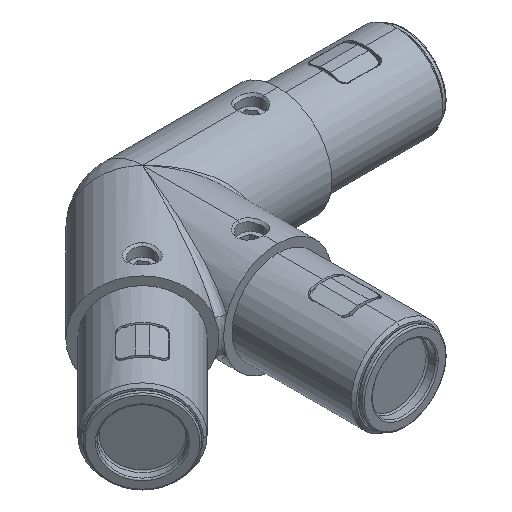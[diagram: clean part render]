
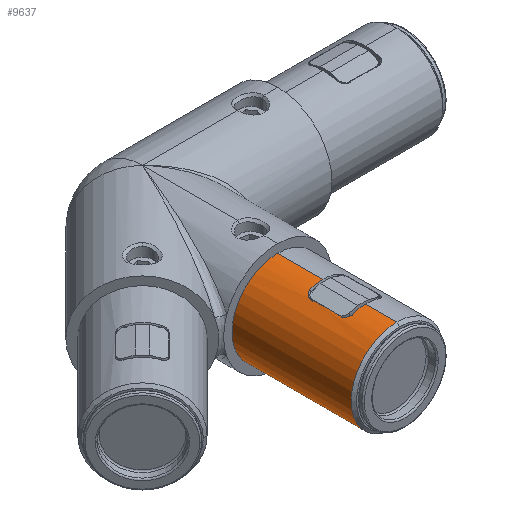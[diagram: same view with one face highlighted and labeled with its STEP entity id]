
A CAD part, isometric view. The second image highlights one B-rep face of the part: STEP entity #9637.
In plain terms, the highlighted cylindrical face has radius 16.9 mm (diameter 33.8 mm), a partial arc.
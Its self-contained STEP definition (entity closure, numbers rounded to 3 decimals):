
#573 = CARTESIAN_POINT ( 'NONE',  ( -55., -66.878, 16.143 ) ) ;
#575 = CARTESIAN_POINT ( 'NONE',  ( -53.378, -66.743, 16.646 ) ) ;
#588 = CARTESIAN_POINT ( 'NONE',  ( -55., -66.878, 16.143 ) ) ;
#592 = CARTESIAN_POINT ( 'NONE',  ( -55.273, -66.9, 16.059 ) ) ;
#597 = CARTESIAN_POINT ( 'NONE',  ( -55.537, -66.983, 15.969 ) ) ;
#603 = CARTESIAN_POINT ( 'NONE',  ( -55.893, -67.172, 15.84 ) ) ;
#608 = CARTESIAN_POINT ( 'NONE',  ( -56.007, -67.248, 15.797 ) ) ;
#614 = CARTESIAN_POINT ( 'NONE',  ( -56.221, -67.418, 15.714 ) ) ;
#618 = CARTESIAN_POINT ( 'NONE',  ( -56.319, -67.512, 15.675 ) ) ;
#620 = CARTESIAN_POINT ( 'NONE',  ( -56.5, -67.717, 15.6 ) ) ;
#623 = CARTESIAN_POINT ( 'NONE',  ( -56.583, -67.83, 15.566 ) ) ;
#625 = CARTESIAN_POINT ( 'NONE',  ( -56.727, -68.067, 15.504 ) ) ;
#631 = CARTESIAN_POINT ( 'NONE',  ( -56.789, -68.192, 15.476 ) ) ;
#634 = CARTESIAN_POINT ( 'NONE',  ( -56.892, -68.454, 15.431 ) ) ;
#637 = CARTESIAN_POINT ( 'NONE',  ( -56.932, -68.591, 15.413 ) ) ;
#639 = CARTESIAN_POINT ( 'NONE',  ( -56.986, -68.868, 15.389 ) ) ;
#642 = CARTESIAN_POINT ( 'NONE',  ( -57., -69.009, 15.382 ) ) ;
#646 = CARTESIAN_POINT ( 'NONE',  ( -51.698, -66.675, 16.9 ) ) ;
#651 = CARTESIAN_POINT ( 'NONE',  ( -57., -69.152, 15.382 ) ) ;
#660 = CARTESIAN_POINT ( 'NONE',  ( -50., -66.675, 16.9 ) ) ;
#667 = DIRECTION ( 'NONE',  ( 0., -1., 0. ) ) ;
#673 = CARTESIAN_POINT ( 'NONE',  ( -57., -95., 15.382 ) ) ;
#678 = CARTESIAN_POINT ( 'NONE',  ( -57., -80.5, 15.382 ) ) ;
#680 = DIRECTION ( 'NONE',  ( 0., 0., 1. ) ) ;
#681 = DIRECTION ( 'NONE',  ( 0., -1., 0. ) ) ;
#682 = CARTESIAN_POINT ( 'NONE',  ( -57., -80.637, 15.382 ) ) ;
#683 = CARTESIAN_POINT ( 'NONE',  ( -50., -50., 0. ) ) ;
#685 = CARTESIAN_POINT ( 'NONE',  ( -56.986, -80.774, 15.389 ) ) ;
#3913 = CYLINDRICAL_SURFACE ( 'NONE', #8892, 16.9 ) ;
#3921 = FACE_OUTER_BOUND ( 'NONE', #12749, .T. ) ;
#4123 = LINE ( 'NONE', #5003, #4126 ) ;
#4126 = VECTOR ( 'NONE', #5004, 1000. ) ;
#4127 = LINE ( 'NONE', #4998, #4128 ) ;
#4128 = VECTOR ( 'NONE', #4999, 1000. ) ;
#4314 = DIRECTION ( 'NONE',  ( 0., 1., 0. ) ) ;
#4386 = CARTESIAN_POINT ( 'NONE',  ( -50., -95., 16.9 ) ) ;
#4998 = CARTESIAN_POINT ( 'NONE',  ( -50., -95., 16.9 ) ) ;
#4999 = DIRECTION ( 'NONE',  ( 0., 1., 0. ) ) ;
#5003 = CARTESIAN_POINT ( 'NONE',  ( -50., -95., -16.9 ) ) ;
#5004 = DIRECTION ( 'NONE',  ( 0., 1., 0. ) ) ;
#5070 = CARTESIAN_POINT ( 'NONE',  ( -50., -50., 16.9 ) ) ;
#5077 = CARTESIAN_POINT ( 'NONE',  ( -57., -80.5, 15.382 ) ) ;
#5104 = CARTESIAN_POINT ( 'NONE',  ( -55., -66.878, 16.143 ) ) ;
#5146 = CARTESIAN_POINT ( 'NONE',  ( -50., -82.5, 16.9 ) ) ;
#5152 = CARTESIAN_POINT ( 'NONE',  ( -50., -94., 16.9 ) ) ;
#5170 = CARTESIAN_POINT ( 'NONE',  ( -57., -69.152, 15.382 ) ) ;
#5215 = CARTESIAN_POINT ( 'NONE',  ( -50., -66.675, 16.9 ) ) ;
#5219 = CARTESIAN_POINT ( 'NONE',  ( -50., -50., -16.9 ) ) ;
#6207 = CARTESIAN_POINT ( 'NONE',  ( -50., -94., -16.9 ) ) ;
#6218 = CARTESIAN_POINT ( 'NONE',  ( -55., -82.5, 16.143 ) ) ;
#7971 = DIRECTION ( 'NONE',  ( 0., 0., 1. ) ) ;
#7976 = DIRECTION ( 'NONE',  ( 0., 1., 0. ) ) ;
#7977 = CARTESIAN_POINT ( 'NONE',  ( -50., -95., 0. ) ) ;
#7995 = CIRCLE ( 'NONE', #10583, 16.9 ) ;
#8000 = VECTOR ( 'NONE', #4314, 1000. ) ;
#8046 = CIRCLE ( 'NONE', #10577, 16.9 ) ;
#8059 = CIRCLE ( 'NONE', #10572, 16.9 ) ;
#8421 = LINE ( 'NONE', #673, #8586 ) ;
#8499 = LINE ( 'NONE', #4386, #8000 ) ;
#8586 = VECTOR ( 'NONE', #667, 1000. ) ;
#8892 = AXIS2_PLACEMENT_3D ( 'NONE', #7977, #7976, #7971 ) ;
#8960 = EDGE_CURVE ( 'NONE', #13538, #13532, #8499, .T. ) ;
#9022 = EDGE_CURVE ( 'NONE', #11826, #13538, #8059, .T. ) ;
#9023 = EDGE_CURVE ( 'NONE', #11838, #13532, #7995, .T. ) ;
#9024 = EDGE_CURVE ( 'NONE', #11838, #13463, #11944, .T. ) ;
#9025 = EDGE_CURVE ( 'NONE', #13556, #13463, #8421, .T. ) ;
#9026 = EDGE_CURVE ( 'NONE', #13556, #13490, #11977, .T. ) ;
#9027 = EDGE_CURVE ( 'NONE', #13600, #13490, #11958, .T. ) ;
#9028 = EDGE_CURVE ( 'NONE', #13456, #13602, #8046, .T. ) ;
#9637 = ADVANCED_FACE ( 'NONE', ( #3921 ), #3913, .T. ) ;
#10572 = AXIS2_PLACEMENT_3D ( 'NONE', #13636, #13635, #13634 ) ;
#10577 = AXIS2_PLACEMENT_3D ( 'NONE', #683, #681, #680 ) ;
#10583 = AXIS2_PLACEMENT_3D ( 'NONE', #13631, #13630, #13629 ) ;
#11826 = VERTEX_POINT ( 'NONE', #6207 ) ;
#11838 = VERTEX_POINT ( 'NONE', #6218 ) ;
#11944 = B_SPLINE_CURVE_WITH_KNOTS ( 'NONE', 3,
 ( #13628, #13633, #13632, #13627, #13626, #13625, #13624, #13623, #13622, #13621, #13697, #13706, #13656, #685, #682, #678 ),
 .UNSPECIFIED., .F., .F.,
 ( 4, 2, 2, 2, 2, 2, 2, 4 ),
 ( 0., 0.001, 0.001, 0.002, 0.002, 0.002, 0.003, 0.003 ),
 .UNSPECIFIED. ) ;
#11958 =( BOUNDED_CURVE ( )  B_SPLINE_CURVE ( 3, ( #660, #646, #575, #573 ),
 .UNSPECIFIED., .F., .F. ) 
 B_SPLINE_CURVE_WITH_KNOTS ( ( 4, 4 ),
 ( 0., 0.3 ),
 .UNSPECIFIED. ) 
 CURVE ( )  GEOMETRIC_REPRESENTATION_ITEM ( )  RATIONAL_B_SPLINE_CURVE ( ( 1., 0.992, 0.992, 1. ) ) 
 REPRESENTATION_ITEM ( '' )  );
#11977 = B_SPLINE_CURVE_WITH_KNOTS ( 'NONE', 3,
 ( #651, #642, #639, #637, #634, #631, #625, #623, #620, #618, #614, #608, #603, #597, #592, #588 ),
 .UNSPECIFIED., .F., .F.,
 ( 4, 2, 2, 2, 2, 2, 2, 4 ),
 ( 0., 0., 0.001, 0.001, 0.002, 0.002, 0.003, 0.003 ),
 .UNSPECIFIED. ) ;
#12207 = ORIENTED_EDGE ( 'NONE', *, *, #9025, .F. ) ;
#12218 = ORIENTED_EDGE ( 'NONE', *, *, #9022, .T. ) ;
#12219 = ORIENTED_EDGE ( 'NONE', *, *, #9026, .T. ) ;
#12220 = ORIENTED_EDGE ( 'NONE', *, *, #9027, .F. ) ;
#12222 = ORIENTED_EDGE ( 'NONE', *, *, #9028, .T. ) ;
#12223 = ORIENTED_EDGE ( 'NONE', *, *, #8960, .T. ) ;
#12225 = ORIENTED_EDGE ( 'NONE', *, *, #12961, .T. ) ;
#12360 = ORIENTED_EDGE ( 'NONE', *, *, #9023, .F. ) ;
#12388 = ORIENTED_EDGE ( 'NONE', *, *, #9024, .T. ) ;
#12749 = EDGE_LOOP ( 'NONE', ( #12765, #12218, #12223, #12360, #12388, #12207, #12219, #12220, #12225, #12222 ) ) ;
#12765 = ORIENTED_EDGE ( 'NONE', *, *, #12959, .F. ) ;
#12959 = EDGE_CURVE ( 'NONE', #11826, #13602, #4123, .T. ) ;
#12961 = EDGE_CURVE ( 'NONE', #13600, #13456, #4127, .T. ) ;
#13456 = VERTEX_POINT ( 'NONE', #5070 ) ;
#13463 = VERTEX_POINT ( 'NONE', #5077 ) ;
#13490 = VERTEX_POINT ( 'NONE', #5104 ) ;
#13532 = VERTEX_POINT ( 'NONE', #5146 ) ;
#13538 = VERTEX_POINT ( 'NONE', #5152 ) ;
#13556 = VERTEX_POINT ( 'NONE', #5170 ) ;
#13600 = VERTEX_POINT ( 'NONE', #5215 ) ;
#13602 = VERTEX_POINT ( 'NONE', #5219 ) ;
#13621 = CARTESIAN_POINT ( 'NONE',  ( -56.721, -81.527, 15.506 ) ) ;
#13622 = CARTESIAN_POINT ( 'NONE',  ( -56.572, -81.743, 15.57 ) ) ;
#13623 = CARTESIAN_POINT ( 'NONE',  ( -56.488, -81.842, 15.605 ) ) ;
#13624 = CARTESIAN_POINT ( 'NONE',  ( -56.302, -82.023, 15.681 ) ) ;
#13625 = CARTESIAN_POINT ( 'NONE',  ( -56.2, -82.105, 15.722 ) ) ;
#13626 = CARTESIAN_POINT ( 'NONE',  ( -55.985, -82.245, 15.805 ) ) ;
#13627 = CARTESIAN_POINT ( 'NONE',  ( -55.872, -82.305, 15.848 ) ) ;
#13628 = CARTESIAN_POINT ( 'NONE',  ( -55., -82.5, 16.143 ) ) ;
#13629 = DIRECTION ( 'NONE',  ( 0., 0., 1. ) ) ;
#13630 = DIRECTION ( 'NONE',  ( 0., 1., 0. ) ) ;
#13631 = CARTESIAN_POINT ( 'NONE',  ( -50., -82.5, 0. ) ) ;
#13632 = CARTESIAN_POINT ( 'NONE',  ( -55.514, -82.45, 15.977 ) ) ;
#13633 = CARTESIAN_POINT ( 'NONE',  ( -55.261, -82.5, 16.063 ) ) ;
#13634 = DIRECTION ( 'NONE',  ( 0., 0., -1. ) ) ;
#13635 = DIRECTION ( 'NONE',  ( 0., 1., 0. ) ) ;
#13636 = CARTESIAN_POINT ( 'NONE',  ( -50., -94., 0. ) ) ;
#13656 = CARTESIAN_POINT ( 'NONE',  ( -56.931, -81.038, 15.413 ) ) ;
#13697 = CARTESIAN_POINT ( 'NONE',  ( -56.786, -81.409, 15.478 ) ) ;
#13706 = CARTESIAN_POINT ( 'NONE',  ( -56.891, -81.165, 15.431 ) ) ;
